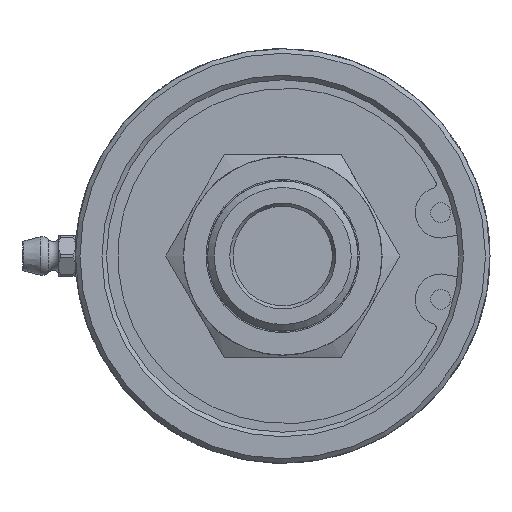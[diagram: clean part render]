
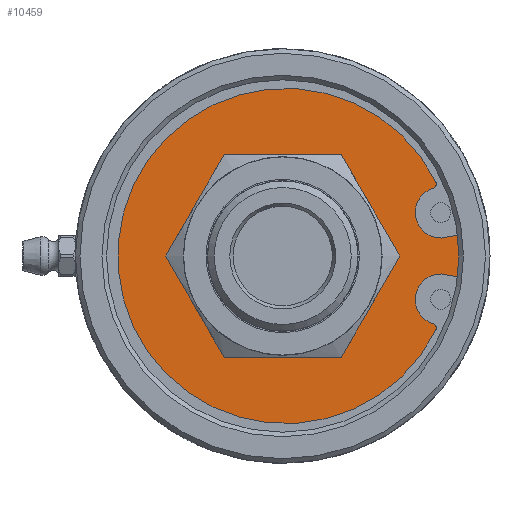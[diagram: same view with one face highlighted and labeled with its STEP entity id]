
A CAD part, left-side view. The second image highlights one B-rep face of the part: STEP entity #10459.
In plain terms, the highlighted planar face has unit normal (-1, 0, 0).
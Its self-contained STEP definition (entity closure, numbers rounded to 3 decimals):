
#430=PLANE('',#11176);
#599=FACE_BOUND('',#1896,.T.);
#1267=FACE_OUTER_BOUND('',#1895,.T.);
#1895=EDGE_LOOP('',(#7208,#7209,#7210,#7211,#7212,#7213,#7214,#7215));
#1896=EDGE_LOOP('',(#7216,#7217));
#2591=CIRCLE('',#11175,33.45);
#2592=CIRCLE('',#11177,4.474);
#2593=CIRCLE('',#11178,0.858);
#2594=CIRCLE('',#11179,29.517);
#2595=CIRCLE('',#11180,0.858);
#2596=CIRCLE('',#11181,4.474);
#2597=CIRCLE('',#11182,17.5);
#2598=CIRCLE('',#11183,17.5);
#3002=LINE('',#18887,#3543);
#3003=LINE('',#18889,#3544);
#3543=VECTOR('',#12176,10.);
#3544=VECTOR('',#12177,10.);
#4299=VERTEX_POINT('',#18875);
#4303=VERTEX_POINT('',#18882);
#4304=VERTEX_POINT('',#18886);
#4305=VERTEX_POINT('',#18888);
#4306=VERTEX_POINT('',#18890);
#4307=VERTEX_POINT('',#18892);
#4308=VERTEX_POINT('',#18894);
#4309=VERTEX_POINT('',#18896);
#4310=VERTEX_POINT('',#18899);
#4311=VERTEX_POINT('',#18900);
#5438=EDGE_CURVE('',#4299,#4303,#2591,.T.);
#5439=EDGE_CURVE('',#4304,#4299,#3002,.T.);
#5440=EDGE_CURVE('',#4303,#4305,#3003,.T.);
#5441=EDGE_CURVE('',#4305,#4306,#2592,.T.);
#5442=EDGE_CURVE('',#4306,#4307,#2593,.T.);
#5443=EDGE_CURVE('',#4307,#4308,#2594,.T.);
#5444=EDGE_CURVE('',#4308,#4309,#2595,.T.);
#5445=EDGE_CURVE('',#4309,#4304,#2596,.T.);
#5446=EDGE_CURVE('',#4310,#4311,#2597,.T.);
#5447=EDGE_CURVE('',#4311,#4310,#2598,.T.);
#7208=ORIENTED_EDGE('',*,*,#5439,.T.);
#7209=ORIENTED_EDGE('',*,*,#5438,.T.);
#7210=ORIENTED_EDGE('',*,*,#5440,.T.);
#7211=ORIENTED_EDGE('',*,*,#5441,.T.);
#7212=ORIENTED_EDGE('',*,*,#5442,.T.);
#7213=ORIENTED_EDGE('',*,*,#5443,.T.);
#7214=ORIENTED_EDGE('',*,*,#5444,.T.);
#7215=ORIENTED_EDGE('',*,*,#5445,.T.);
#7216=ORIENTED_EDGE('',*,*,#5446,.T.);
#7217=ORIENTED_EDGE('',*,*,#5447,.T.);
#10459=ADVANCED_FACE('',(#1267,#599),#430,.F.);
#11175=AXIS2_PLACEMENT_3D('',#18884,#12172,#12173);
#11176=AXIS2_PLACEMENT_3D('',#18885,#12174,#12175);
#11177=AXIS2_PLACEMENT_3D('',#18891,#12178,#12179);
#11178=AXIS2_PLACEMENT_3D('',#18893,#12180,#12181);
#11179=AXIS2_PLACEMENT_3D('',#18895,#12182,#12183);
#11180=AXIS2_PLACEMENT_3D('',#18897,#12184,#12185);
#11181=AXIS2_PLACEMENT_3D('',#18898,#12186,#12187);
#11182=AXIS2_PLACEMENT_3D('',#18901,#12188,#12189);
#11183=AXIS2_PLACEMENT_3D('',#18902,#12190,#12191);
#12172=DIRECTION('center_axis',(-1.,0.,0.));
#12173=DIRECTION('ref_axis',(0.,1.,0.));
#12174=DIRECTION('center_axis',(1.,0.,0.));
#12175=DIRECTION('ref_axis',(0.,0.,-1.));
#12176=DIRECTION('',(0.,-0.985,-0.174));
#12177=DIRECTION('',(0.,0.985,-0.174));
#12178=DIRECTION('center_axis',(1.,0.,0.));
#12179=DIRECTION('ref_axis',(0.,0.046,0.999));
#12180=DIRECTION('center_axis',(-1.,0.,0.));
#12181=DIRECTION('ref_axis',(0.,-0.854,0.52));
#12182=DIRECTION('center_axis',(-1.,0.,0.));
#12183=DIRECTION('ref_axis',(0.,1.,0.));
#12184=DIRECTION('center_axis',(-1.,0.,0.));
#12185=DIRECTION('ref_axis',(0.,-0.492,0.871));
#12186=DIRECTION('center_axis',(1.,0.,0.));
#12187=DIRECTION('ref_axis',(0.,-0.27,0.963));
#12188=DIRECTION('center_axis',(1.,0.,0.));
#12189=DIRECTION('ref_axis',(0.,0.,1.));
#12190=DIRECTION('center_axis',(1.,0.,0.));
#12191=DIRECTION('ref_axis',(0.,0.,1.));
#18875=CARTESIAN_POINT('',(5.78,-33.2,-4.081));
#18882=CARTESIAN_POINT('',(5.78,-33.2,4.081));
#18884=CARTESIAN_POINT('Origin',(5.78,0.,0.));
#18885=CARTESIAN_POINT('Origin',(5.78,24.225,0.));
#18886=CARTESIAN_POINT('',(5.78,-28.015,-3.167));
#18887=CARTESIAN_POINT('',(5.78,-5.744,0.76));
#18888=CARTESIAN_POINT('',(5.78,-28.015,3.167));
#18889=CARTESIAN_POINT('',(5.78,-2.412,-1.347));
#18890=CARTESIAN_POINT('',(5.78,-26.601,11.943));
#18891=CARTESIAN_POINT('Origin',(5.78,-27.811,7.636));
#18892=CARTESIAN_POINT('',(5.78,-26.912,13.137));
#18893=CARTESIAN_POINT('Origin',(5.78,-26.179,12.69));
#18894=CARTESIAN_POINT('',(5.78,-26.912,-13.137));
#18895=CARTESIAN_POINT('Origin',(5.78,-0.479,0.));
#18896=CARTESIAN_POINT('',(5.78,-26.601,-11.943));
#18897=CARTESIAN_POINT('Origin',(5.78,-26.179,-12.69));
#18898=CARTESIAN_POINT('Origin',(5.78,-27.811,-7.636));
#18899=CARTESIAN_POINT('',(5.78,0.,17.5));
#18900=CARTESIAN_POINT('',(5.78,0.,-17.5));
#18901=CARTESIAN_POINT('Origin',(5.78,0.,0.));
#18902=CARTESIAN_POINT('Origin',(5.78,0.,0.));
